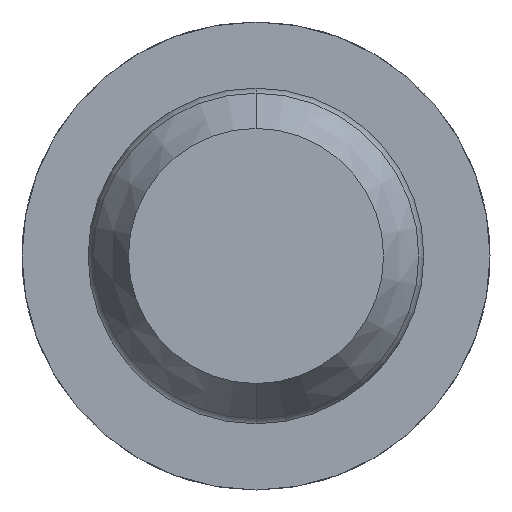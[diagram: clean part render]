
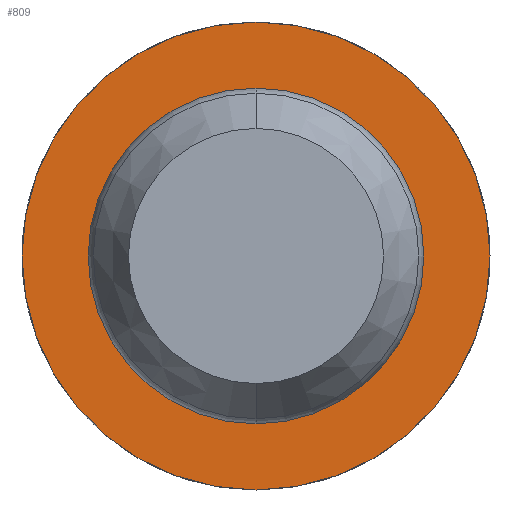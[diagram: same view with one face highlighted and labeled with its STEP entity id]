
A CAD part, front view. The second image highlights one B-rep face of the part: STEP entity #809.
In plain terms, the highlighted planar face has unit normal (0, -1, 0).
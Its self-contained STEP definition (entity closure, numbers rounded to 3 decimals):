
#10 = VERTEX_POINT ( 'NONE', #245 ) ;
#75 = CIRCLE ( 'NONE', #651, 1.15 ) ;
#111 = EDGE_LOOP ( 'NONE', ( #3280, #4081 ) ) ;
#121 = CARTESIAN_POINT ( 'NONE',  ( 0., -10., 0.825 ) ) ;
#129 = ORIENTED_EDGE ( 'NONE', *, *, #3372, .T. ) ;
#245 = CARTESIAN_POINT ( 'NONE',  ( 0., -10., -1.15 ) ) ;
#302 = CARTESIAN_POINT ( 'NONE',  ( 0., -10., 1.15 ) ) ;
#477 = PLANE ( 'NONE',  #4332 ) ;
#493 = DIRECTION ( 'NONE',  ( 0., 1., 0. ) ) ;
#584 = AXIS2_PLACEMENT_3D ( 'NONE', #2543, #4004, #1523 ) ;
#598 = DIRECTION ( 'NONE',  ( 0., 0., 1. ) ) ;
#632 = FACE_OUTER_BOUND ( 'NONE', #111, .T. ) ;
#651 = AXIS2_PLACEMENT_3D ( 'NONE', #2030, #2398, #3836 ) ;
#759 = CARTESIAN_POINT ( 'NONE',  ( 0., -10., 0. ) ) ;
#809 = ADVANCED_FACE ( 'Defeature ausgef�hrt2_7', ( #632, #3636 ), #477, .F. ) ;
#928 = DIRECTION ( 'NONE',  ( 0., 1., 0. ) ) ;
#1005 = ORIENTED_EDGE ( 'NONE', *, *, #2224, .T. ) ;
#1159 = DIRECTION ( 'NONE',  ( 0., 1., 0. ) ) ;
#1214 = DIRECTION ( 'NONE',  ( 0., 0., 1. ) ) ;
#1242 = EDGE_CURVE ( 'Defeature ausgef�hrt2_4+Defeature ausgef�hrt2_7+Defeature ausgef�hrt2_7+Defeature ausgef�hrt2_7', #10, #2472, #75, .T. ) ;
#1278 = VERTEX_POINT ( 'NONE', #2374 ) ;
#1455 = CIRCLE ( 'NONE', #3191, 0.825 ) ;
#1523 = DIRECTION ( 'NONE',  ( 0., 0., 1. ) ) ;
#2030 = CARTESIAN_POINT ( 'NONE',  ( 0., -10., 0. ) ) ;
#2224 = EDGE_CURVE ( 'Defeature ausgef�hrt2_7+Defeature ausgef�hrt2_8+Defeature ausgef�hrt2_8+Defeature ausgef�hrt2_8', #1278, #2635, #2751, .T. ) ;
#2374 = CARTESIAN_POINT ( 'NONE',  ( 0., -10., -0.825 ) ) ;
#2398 = DIRECTION ( 'NONE',  ( 0., 1., 0. ) ) ;
#2472 = VERTEX_POINT ( 'NONE', #302 ) ;
#2543 = CARTESIAN_POINT ( 'NONE',  ( 0., -10., 0. ) ) ;
#2635 = VERTEX_POINT ( 'NONE', #121 ) ;
#2751 = CIRCLE ( 'NONE', #584, 0.825 ) ;
#3055 = EDGE_CURVE ( 'Defeature ausgef�hrt2_4+Defeature ausgef�hrt2_7+Defeature ausgef�hrt2_7+Defeature ausgef�hrt2_7', #2472, #10, #3897, .T. ) ;
#3068 = CARTESIAN_POINT ( 'NONE',  ( 0., -10., 0. ) ) ;
#3191 = AXIS2_PLACEMENT_3D ( 'NONE', #759, #1159, #4343 ) ;
#3280 = ORIENTED_EDGE ( 'NONE', *, *, #3055, .F. ) ;
#3372 = EDGE_CURVE ( 'Defeature ausgef�hrt2_7+Defeature ausgef�hrt2_8+Defeature ausgef�hrt2_8+Defeature ausgef�hrt2_8', #2635, #1278, #1455, .T. ) ;
#3379 = CARTESIAN_POINT ( 'NONE',  ( 1.15, -10., 0. ) ) ;
#3636 = FACE_BOUND ( 'NONE', #3973, .T. ) ;
#3662 = AXIS2_PLACEMENT_3D ( 'NONE', #3068, #928, #598 ) ;
#3836 = DIRECTION ( 'NONE',  ( 0., 0., 1. ) ) ;
#3897 = CIRCLE ( 'NONE', #3662, 1.15 ) ;
#3973 = EDGE_LOOP ( 'NONE', ( #129, #1005 ) ) ;
#4004 = DIRECTION ( 'NONE',  ( 0., 1., 0. ) ) ;
#4081 = ORIENTED_EDGE ( 'NONE', *, *, #1242, .F. ) ;
#4332 = AXIS2_PLACEMENT_3D ( 'NONE', #3379, #493, #1214 ) ;
#4343 = DIRECTION ( 'NONE',  ( 0., 0., 1. ) ) ;
